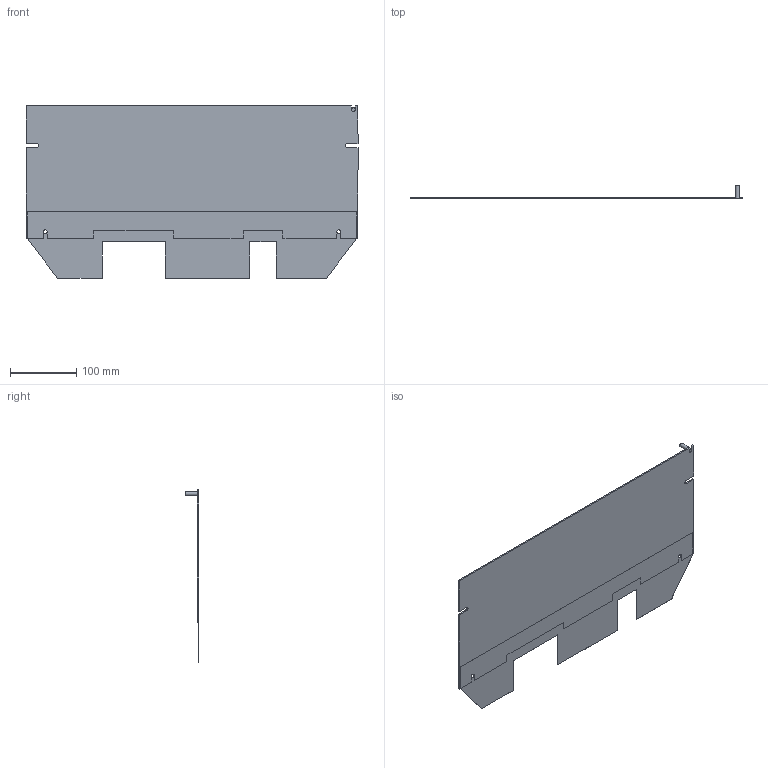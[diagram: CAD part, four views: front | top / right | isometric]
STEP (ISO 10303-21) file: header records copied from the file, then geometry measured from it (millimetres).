
FILE_DESCRIPTION(/* description */ ('CAx-IF Rec.Pracs.---Representation and Presentation of Product Manufacturing Information (PMI)---4.0---2014-10-13','CAx-IF Rec.Pracs.---3D Tessellated Geometry---0.4---2014-09-14','2;1'),/* implementation_level */ '2;1');
FILE_NAME(/* name */ 'A_Side_Panel_S_Top_Left',/* time_stamp */ '2024-04-10T10:25:15+02:00',/* author */ ('Philippe COLBACH'),/* organization */ ('ETH Zurich'),/* preprocessor_version */ 'ST-DEVELOPER v18.1',/* originating_system */ 'SIEMENS PLM Software NX 1988',/* authorisation */ $);
FILE_SCHEMA (('AP242_MANAGED_MODEL_BASED_3D_ENGINEERING_MIM_LF { 1 0 10303 442 3 1 4 }'));
Length unit declared in the file: millimetre
Products named in the file (4): A_Side_Panel_S_Top_Left; M_Side_Flap; Stud, Form A, DIN,M6x1x20; M_Side_Panel_S_Top
Assembly tree (3 placements, depth 2):
  A_Side_Panel_S_Top_Left
    M_Side_Flap
    Stud, Form A, DIN,M6x1x20
    M_Side_Panel_S_Top
Bounding box: 500 x 20.05 x 260 mm (x, y, z)
Volume: 199308.4 mm3; surface area: 277325.6 mm2
Topology: 3 solids, 3 shells, 55 faces, 147 edges, 98 vertices
Faces by surface type: plane 47, cylinder 8
Full cylindrical faces by diameter (mm): 5.795 x1, 6 x2
Entity records: 2319 total; most frequent: DIRECTION 410, CARTESIAN_POINT 400, ORIENTED_EDGE 288, EDGE_CURVE 144, AXIS2_PLACEMENT_3D 141, LINE 128, VECTOR 128, VERTEX_POINT 98
